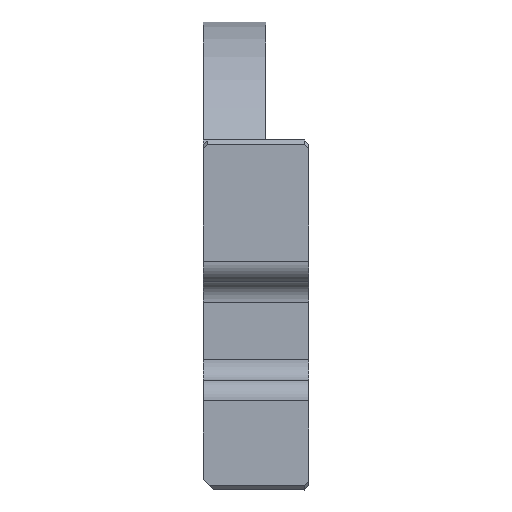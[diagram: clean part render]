
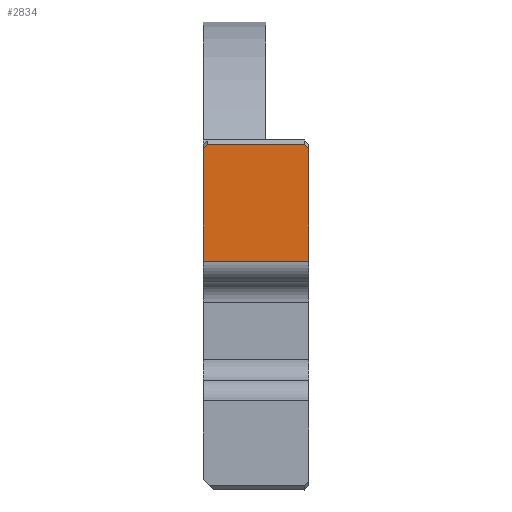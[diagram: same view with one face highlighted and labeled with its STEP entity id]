
A CAD part, left-side view. The second image highlights one B-rep face of the part: STEP entity #2834.
In plain terms, the highlighted planar face has unit normal (-1, 0, 0).
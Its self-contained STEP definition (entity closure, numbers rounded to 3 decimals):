
#118=PLANE('',#3093);
#247=FACE_OUTER_BOUND('',#419,.T.);
#419=EDGE_LOOP('',(#2361,#2362,#2363,#2364,#2365,#2366));
#517=LINE('',#4069,#804);
#634=LINE('',#4427,#921);
#673=LINE('',#4542,#960);
#675=LINE('',#4545,#962);
#684=LINE('',#4594,#971);
#685=LINE('',#4595,#972);
#804=VECTOR('',#3231,10.);
#921=VECTOR('',#3552,1000.);
#960=VECTOR('',#3669,10.);
#962=VECTOR('',#3673,10.);
#971=VECTOR('',#3720,2.);
#972=VECTOR('',#3721,10.);
#1213=VERTEX_POINT('',#4066);
#1214=VERTEX_POINT('',#4068);
#1349=VERTEX_POINT('',#4423);
#1350=VERTEX_POINT('',#4425);
#1387=VERTEX_POINT('',#4541);
#1396=VERTEX_POINT('',#4593);
#1493=EDGE_CURVE('',#1213,#1214,#517,.T.);
#1671=EDGE_CURVE('',#1350,#1349,#634,.T.);
#1726=EDGE_CURVE('',#1349,#1387,#673,.T.);
#1728=EDGE_CURVE('',#1350,#1214,#675,.T.);
#1746=EDGE_CURVE('',#1396,#1213,#684,.T.);
#1747=EDGE_CURVE('',#1387,#1396,#685,.T.);
#2361=ORIENTED_EDGE('',*,*,#1746,.F.);
#2362=ORIENTED_EDGE('',*,*,#1747,.F.);
#2363=ORIENTED_EDGE('',*,*,#1726,.F.);
#2364=ORIENTED_EDGE('',*,*,#1671,.F.);
#2365=ORIENTED_EDGE('',*,*,#1728,.T.);
#2366=ORIENTED_EDGE('',*,*,#1493,.F.);
#2834=ADVANCED_FACE('',(#247),#118,.T.);
#3093=AXIS2_PLACEMENT_3D('',#4592,#3718,#3719);
#3231=DIRECTION('',(0.,0.,1.));
#3552=DIRECTION('',(0.,-1.,0.));
#3669=DIRECTION('',(0.,-0.707,-0.707));
#3673=DIRECTION('',(0.,0.707,-0.707));
#3718=DIRECTION('center_axis',(-1.,0.,0.));
#3719=DIRECTION('ref_axis',(0.,0.,-1.));
#3720=DIRECTION('',(0.,1.,0.));
#3721=DIRECTION('',(0.,0.,-1.));
#4066=CARTESIAN_POINT('',(-10.455,232.05,1.349));
#4068=CARTESIAN_POINT('',(-10.455,232.05,12.));
#4069=CARTESIAN_POINT('',(-10.455,232.05,3.238));
#4423=CARTESIAN_POINT('',(-10.455,222.45,12.4));
#4425=CARTESIAN_POINT('',(-10.455,231.65,12.4));
#4427=CARTESIAN_POINT('',(-10.455,226.05,12.4));
#4541=CARTESIAN_POINT('',(-10.455,222.05,12.));
#4542=CARTESIAN_POINT('',(-10.455,223.45,13.4));
#4545=CARTESIAN_POINT('',(-10.455,230.05,14.));
#4592=CARTESIAN_POINT('Origin',(-10.455,226.05,12.8));
#4593=CARTESIAN_POINT('',(-10.455,222.05,1.349));
#4594=CARTESIAN_POINT('',(-10.455,222.05,1.349));
#4595=CARTESIAN_POINT('',(-10.455,222.05,3.238));
